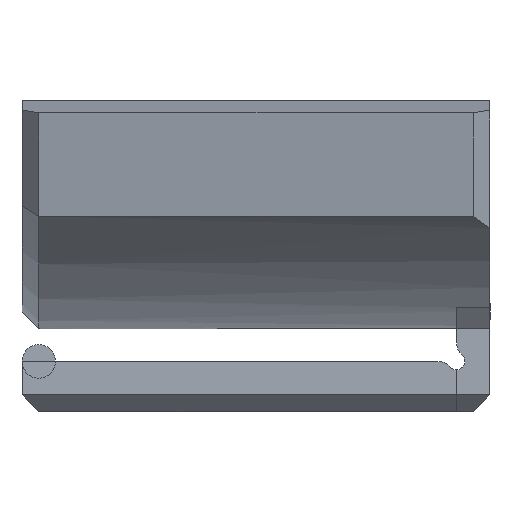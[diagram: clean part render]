
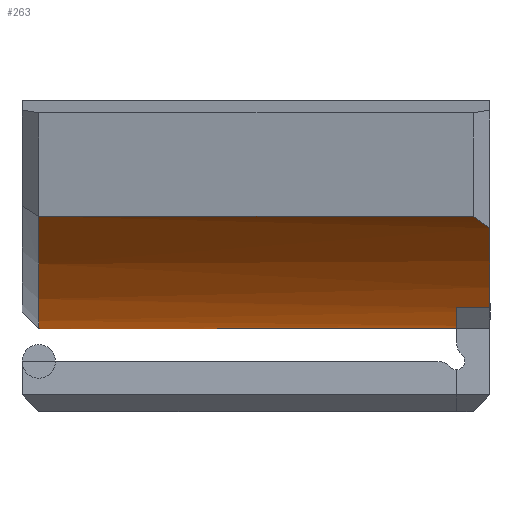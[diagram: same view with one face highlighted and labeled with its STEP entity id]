
A CAD part, left-side view. The second image highlights one B-rep face of the part: STEP entity #263.
In plain terms, the highlighted cylindrical face has radius 42.5 mm (diameter 85 mm), a partial arc.
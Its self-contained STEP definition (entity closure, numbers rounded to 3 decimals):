
#48 = VERTEX_POINT('',#49);
#49 = CARTESIAN_POINT('',(-8.973,-12.,-45.021));
#55 = EDGE_CURVE('',#56,#48,#58,.T.);
#56 = VERTEX_POINT('',#57);
#57 = CARTESIAN_POINT('',(-8.,-12.,-45.252));
#58 = CIRCLE('',#59,42.5);
#59 = AXIS2_PLACEMENT_3D('',#60,#61,#62);
#60 = CARTESIAN_POINT('',(1.302,-12.,-3.782));
#61 = DIRECTION('',(0.,1.,0.));
#62 = DIRECTION('',(0.,0.,1.));
#64 = EDGE_CURVE('',#65,#56,#67,.T.);
#65 = VERTEX_POINT('',#66);
#66 = CARTESIAN_POINT('',(8.,-12.,-45.751));
#67 = CIRCLE('',#68,42.5);
#68 = AXIS2_PLACEMENT_3D('',#69,#70,#71);
#69 = CARTESIAN_POINT('',(1.302,-12.,-3.782));
#70 = DIRECTION('',(0.,1.,0.));
#71 = DIRECTION('',(1.,0.,0.));
#73 = EDGE_CURVE('',#65,#74,#76,.T.);
#74 = VERTEX_POINT('',#75);
#75 = CARTESIAN_POINT('',(8.986,-12.,-45.582));
#76 = CIRCLE('',#77,42.5);
#77 = AXIS2_PLACEMENT_3D('',#78,#79,#80);
#78 = CARTESIAN_POINT('',(1.302,-12.,-3.782));
#79 = DIRECTION('',(0.,-1.,0.));
#80 = DIRECTION('',(0.,0.,1.));
#187 = VERTEX_POINT('',#188);
#188 = CARTESIAN_POINT('',(8.986,-14.,-45.582));
#194 = EDGE_CURVE('',#187,#74,#195,.T.);
#195 = LINE('',#196,#197);
#196 = CARTESIAN_POINT('',(8.986,-14.,-45.582));
#197 = VECTOR('',#198,1.);
#198 = DIRECTION('',(0.,1.,0.));
#263 = ADVANCED_FACE('',(#264),#337,.T.);
#264 = FACE_BOUND('',#265,.F.);
#265 = EDGE_LOOP('',(#266,#276,#285,#293,#302,#311,#317,#318,#319,#320,
    #321,#330));
#266 = ORIENTED_EDGE('',*,*,#267,.F.);
#267 = EDGE_CURVE('',#268,#270,#272,.T.);
#268 = VERTEX_POINT('',#269);
#269 = CARTESIAN_POINT('',(23.489,13.,-40.031));
#270 = VERTEX_POINT('',#271);
#271 = CARTESIAN_POINT('',(23.489,-13.,-40.031));
#272 = LINE('',#273,#274);
#273 = CARTESIAN_POINT('',(23.489,14.,-40.031));
#274 = VECTOR('',#275,1.);
#275 = DIRECTION('',(0.,-1.,0.));
#276 = ORIENTED_EDGE('',*,*,#277,.F.);
#277 = EDGE_CURVE('',#278,#268,#280,.T.);
#278 = VERTEX_POINT('',#279);
#279 = CARTESIAN_POINT('',(-21.643,13.,-39.556));
#280 = CIRCLE('',#281,42.5);
#281 = AXIS2_PLACEMENT_3D('',#282,#283,#284);
#282 = CARTESIAN_POINT('',(1.302,13.,-3.782));
#283 = DIRECTION('',(0.,-1.,0.));
#284 = DIRECTION('',(-0.54,0.,-0.842)
  );
#285 = ORIENTED_EDGE('',*,*,#286,.T.);
#286 = EDGE_CURVE('',#278,#287,#289,.T.);
#287 = VERTEX_POINT('',#288);
#288 = CARTESIAN_POINT('',(-21.643,-13.,-39.556));
#289 = LINE('',#290,#291);
#290 = CARTESIAN_POINT('',(-21.643,14.,-39.556));
#291 = VECTOR('',#292,1.);
#292 = DIRECTION('',(0.,-1.,0.));
#293 = ORIENTED_EDGE('',*,*,#294,.F.);
#294 = EDGE_CURVE('',#295,#287,#297,.T.);
#295 = VERTEX_POINT('',#296);
#296 = CARTESIAN_POINT('',(-20.503,-14.,-40.262));
#297 = ELLIPSE('',#298,60.104,42.5);
#298 = AXIS2_PLACEMENT_3D('',#299,#300,#301);
#299 = CARTESIAN_POINT('',(1.302,-41.809,
    -3.782));
#300 = DIRECTION('',(0.696,0.707,0.123));
#301 = DIRECTION('',(-0.696,0.707,-0.123));
#302 = ORIENTED_EDGE('',*,*,#303,.T.);
#303 = EDGE_CURVE('',#295,#304,#306,.T.);
#304 = VERTEX_POINT('',#305);
#305 = CARTESIAN_POINT('',(-8.973,-14.,-45.021));
#306 = CIRCLE('',#307,42.5);
#307 = AXIS2_PLACEMENT_3D('',#308,#309,#310);
#308 = CARTESIAN_POINT('',(1.302,-14.,-3.782));
#309 = DIRECTION('',(0.,-1.,0.));
#310 = DIRECTION('',(1.,0.,0.));
#311 = ORIENTED_EDGE('',*,*,#312,.T.);
#312 = EDGE_CURVE('',#304,#48,#313,.T.);
#313 = LINE('',#314,#315);
#314 = CARTESIAN_POINT('',(-8.973,-14.,-45.021));
#315 = VECTOR('',#316,1.);
#316 = DIRECTION('',(0.,1.,0.));
#317 = ORIENTED_EDGE('',*,*,#55,.F.);
#318 = ORIENTED_EDGE('',*,*,#64,.F.);
#319 = ORIENTED_EDGE('',*,*,#73,.T.);
#320 = ORIENTED_EDGE('',*,*,#194,.F.);
#321 = ORIENTED_EDGE('',*,*,#322,.T.);
#322 = EDGE_CURVE('',#187,#323,#325,.T.);
#323 = VERTEX_POINT('',#324);
#324 = CARTESIAN_POINT('',(22.355,-14.,-40.701));
#325 = CIRCLE('',#326,42.5);
#326 = AXIS2_PLACEMENT_3D('',#327,#328,#329);
#327 = CARTESIAN_POINT('',(1.302,-14.,-3.782));
#328 = DIRECTION('',(0.,-1.,0.));
#329 = DIRECTION('',(1.,0.,0.));
#330 = ORIENTED_EDGE('',*,*,#331,.F.);
#331 = EDGE_CURVE('',#270,#323,#332,.T.);
#332 = ELLIPSE('',#333,60.104,42.5);
#333 = AXIS2_PLACEMENT_3D('',#334,#335,#336);
#334 = CARTESIAN_POINT('',(1.302,-41.144,
    -3.782));
#335 = DIRECTION('',(-0.696,0.707,0.123));
#336 = DIRECTION('',(0.696,0.707,-0.123));
#337 = CYLINDRICAL_SURFACE('',#338,42.5);
#338 = AXIS2_PLACEMENT_3D('',#339,#340,#341);
#339 = CARTESIAN_POINT('',(1.302,14.,-3.782));
#340 = DIRECTION('',(0.,1.,0.));
#341 = DIRECTION('',(1.,0.,0.));
